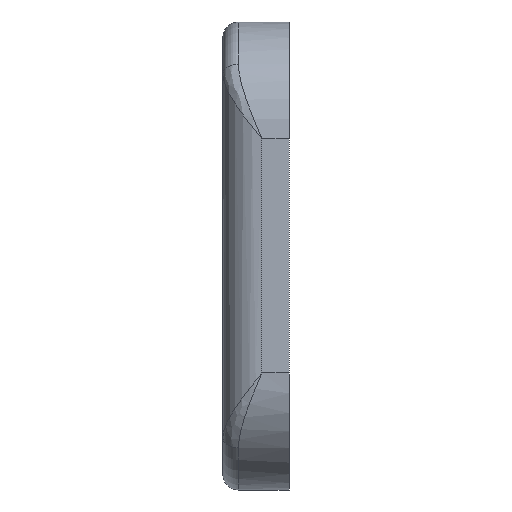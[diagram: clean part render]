
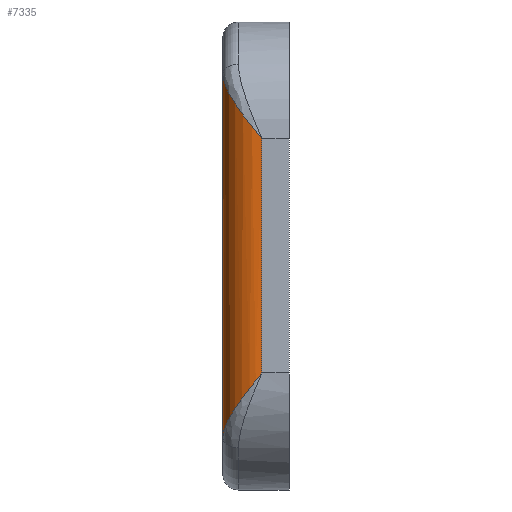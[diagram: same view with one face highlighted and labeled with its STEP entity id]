
A CAD part, left-side view. The second image highlights one B-rep face of the part: STEP entity #7335.
In plain terms, the highlighted cylindrical face has radius 5 mm (diameter 10 mm), a partial arc.
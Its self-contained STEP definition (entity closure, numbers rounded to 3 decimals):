
#1228=DIRECTION('',(0.,0.,1.));
#1229=VECTOR('',#1228,46.613);
#1230=CARTESIAN_POINT('',(-45.,8.5,
-23.307));
#1231=LINE('',#1230,#1229);
#2412=CARTESIAN_POINT('',(-50.,3.5,-15.));
#2427=DIRECTION('',(0.,0.,1.));
#2428=VECTOR('',#2427,30.);
#2429=CARTESIAN_POINT('',(-50.,3.5,-15.));
#2430=LINE('',#2429,#2428);
#2446=CARTESIAN_POINT('',(-45.,8.5,
-23.307));
#2447=CARTESIAN_POINT('',(-45.389,8.5,
-23.026));
#2448=CARTESIAN_POINT('',(-46.184,8.409,
-22.403));
#2449=CARTESIAN_POINT('',(-47.352,7.972,
-21.279));
#2450=CARTESIAN_POINT('',(-48.416,7.231,
-19.96));
#2451=CARTESIAN_POINT('',(-49.294,6.184,
-18.432));
#2452=CARTESIAN_POINT('',(-49.866,4.905,
-16.755));
#2453=CARTESIAN_POINT('',(-50.,3.974,
-15.592));
#2454=CARTESIAN_POINT('',(-50.,3.5,-15.));
#2456=CARTESIAN_POINT('',(-50.,3.5,15.));
#2457=CARTESIAN_POINT('',(-50.,3.974,15.592));
#2458=CARTESIAN_POINT('',(-49.866,4.904,16.754));
#2459=CARTESIAN_POINT('',(-49.293,6.185,18.432));
#2460=CARTESIAN_POINT('',(-48.416,7.231,19.96));
#2461=CARTESIAN_POINT('',(-47.352,7.972,21.279));
#2462=CARTESIAN_POINT('',(-46.184,8.409,22.403));
#2463=CARTESIAN_POINT('',(-45.389,8.5,23.026));
#2464=CARTESIAN_POINT('',(-45.,8.5,23.307));
#3888=VERTEX_POINT('',#2412);
#3889=VERTEX_POINT('',#2446);
#3918=VERTEX_POINT('',#2456);
#3919=VERTEX_POINT('',#2464);
#7324=CARTESIAN_POINT('',(-45.,3.5,-108.216));
#7325=DIRECTION('',(0.,0.,1.));
#7326=DIRECTION('',(0.,1.,0.));
#7327=AXIS2_PLACEMENT_3D('',#7324,#7325,#7326);
#7328=CYLINDRICAL_SURFACE('',#7327,5.);
#7329=ORIENTED_EDGE('',*,*,#7225,.F.);
#7330=ORIENTED_EDGE('',*,*,#4773,.T.);
#7331=ORIENTED_EDGE('',*,*,#7316,.F.);
#7332=ORIENTED_EDGE('',*,*,#7254,.F.);
#7333=EDGE_LOOP('',(#7329,#7330,#7331,#7332));
#7334=FACE_OUTER_BOUND('',#7333,.F.);
#7335=ADVANCED_FACE('',(#7334),#7328,.T.);
#2455=B_SPLINE_CURVE_WITH_KNOTS('',3,(#2446,#2447,#2448,#2449,#2450,#2451,#2452,
#2453,#2454),.UNSPECIFIED.,.F.,.F.,(4,1,1,1,1,1,4),(0.,0.167,
0.333,0.5,0.667,0.833,1.),
.UNSPECIFIED.);
#2465=B_SPLINE_CURVE_WITH_KNOTS('',3,(#2456,#2457,#2458,#2459,#2460,#2461,#2462,
#2463,#2464),.UNSPECIFIED.,.F.,.F.,(4,1,1,1,1,1,4),(0.,0.167,
0.333,0.5,0.667,0.833,1.),
.UNSPECIFIED.);
#4773=EDGE_CURVE('',#3889,#3919,#1231,.T.);
#7225=EDGE_CURVE('',#3889,#3888,#2455,.T.);
#7254=EDGE_CURVE('',#3888,#3918,#2430,.T.);
#7316=EDGE_CURVE('',#3918,#3919,#2465,.T.);
